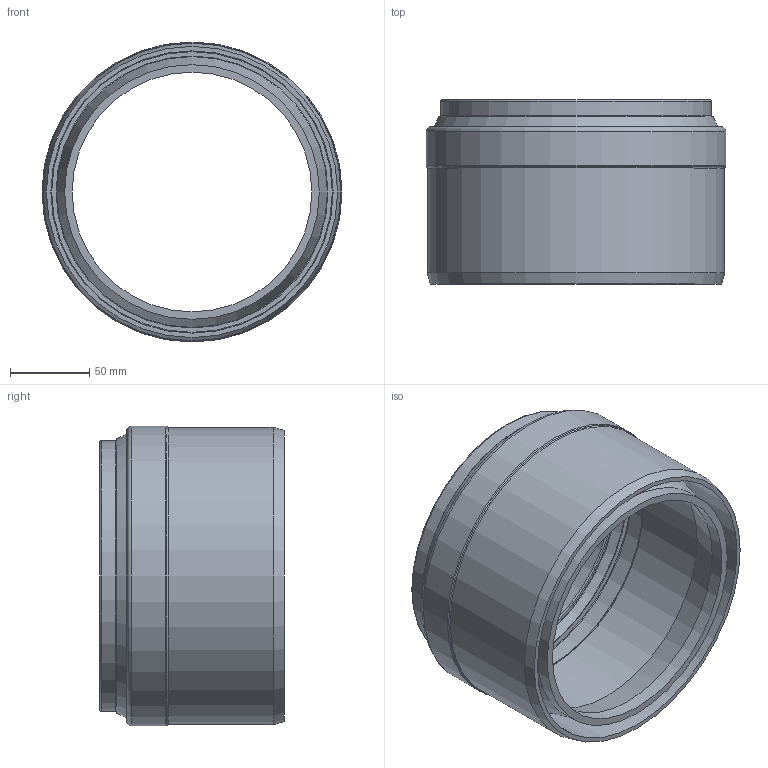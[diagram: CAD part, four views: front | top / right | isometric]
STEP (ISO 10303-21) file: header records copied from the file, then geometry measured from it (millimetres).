
FILE_DESCRIPTION(/* description */ (''),/* implementation_level */ '2;1');
FILE_NAME(/* name */ '777590 KG2000USM Anschluss an Steinzeugrohr-Muffe DN_OD 160.stp',/* time_stamp */ '2017-01-30T13:11:14+01:00',/* author */ ('user1'),/* organization */ (''),/* preprocessor_version */ 'ST-DEVELOPER v16.1',/* originating_system */ 'Autodesk Inventor 2016',/* authorisation */ '');
FILE_SCHEMA (('AUTOMOTIVE_DESIGN { 1 0 10303 214 3 1 1 }'));
Length unit declared in the file: millimetre
Products named in the file (1): 777590 KG2000USM Anschluss an Steinzeugrohr-Muffe DN_OD 160
Bounding box: 188.8 x 116 x 188.8 mm (x, y, z)
Volume: 515137.8 mm3; surface area: 224126.1 mm2
Topology: 1 solids, 1 shells, 42 faces, 77 edges, 42 vertices
Faces by surface type: torus 16, cylinder 11, cone 8, plane 7
Full cylindrical faces by diameter (mm): 150.9 x1, 160.3 x1, 160.7 x1, 161 x2, 170.1 x1, 170.4 x1, 177.6 x1, 179.4 x1, 187 x1, 188.8 x1
Entity records: 872 total; most frequent: DIRECTION 170, CARTESIAN_POINT 127, AXIS2_PLACEMENT_3D 85, EDGE_LOOP 84, ORIENTED_EDGE 84, FACE_BOUND 42, FACE_OUTER_BOUND 42, CIRCLE 42
